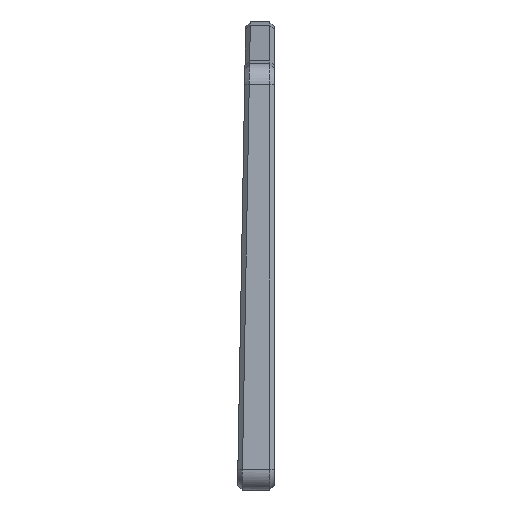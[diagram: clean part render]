
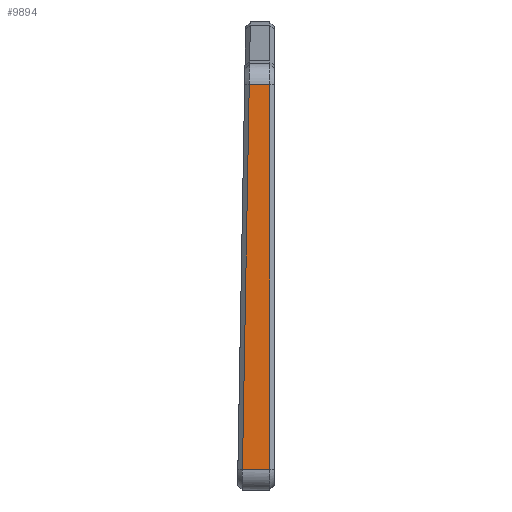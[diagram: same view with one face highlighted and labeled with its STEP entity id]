
A CAD part, left-side view. The second image highlights one B-rep face of the part: STEP entity #9894.
In plain terms, the highlighted planar face has unit normal (-1, 0, 0).
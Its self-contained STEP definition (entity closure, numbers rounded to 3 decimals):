
#492=B_SPLINE_CURVE_WITH_KNOTS('',3,(#18882,#18883,#18884,#18885),
 .UNSPECIFIED.,.F.,.F.,(4,4),(-1.571,-1.567),
 .UNSPECIFIED.);
#1438=FACE_OUTER_BOUND('',#2028,.T.);
#2028=EDGE_LOOP('',(#8974,#8975,#8976,#8977,#8978));
#2910=LINE('',#18791,#3816);
#2931=LINE('',#18926,#3837);
#2938=LINE('',#18946,#3844);
#2939=LINE('',#18948,#3845);
#3816=VECTOR('',#12732,10.);
#3837=VECTOR('',#12783,10.);
#3844=VECTOR('',#12814,10.);
#3845=VECTOR('',#12817,10.);
#4746=VERTEX_POINT('',#18788);
#4747=VERTEX_POINT('',#18790);
#4748=VERTEX_POINT('',#18833);
#4761=VERTEX_POINT('',#18925);
#4762=VERTEX_POINT('',#18944);
#6145=EDGE_CURVE('',#4746,#4747,#2910,.T.);
#6154=EDGE_CURVE('',#4747,#4748,#492,.T.);
#6174=EDGE_CURVE('',#4748,#4761,#2931,.T.);
#6183=EDGE_CURVE('',#4762,#4746,#2938,.T.);
#6184=EDGE_CURVE('',#4761,#4762,#2939,.T.);
#8974=ORIENTED_EDGE('',*,*,#6145,.F.);
#8975=ORIENTED_EDGE('',*,*,#6183,.F.);
#8976=ORIENTED_EDGE('',*,*,#6184,.F.);
#8977=ORIENTED_EDGE('',*,*,#6174,.F.);
#8978=ORIENTED_EDGE('',*,*,#6154,.F.);
#9341=PLANE('',#10593);
#9894=ADVANCED_FACE('',(#1438),#9341,.T.);
#10593=AXIS2_PLACEMENT_3D('',#18947,#12815,#12816);
#12732=DIRECTION('',(0.,-0.018,1.));
#12783=DIRECTION('',(0.,-1.,0.));
#12814=DIRECTION('',(0.,1.,0.));
#12815=DIRECTION('center_axis',(-1.,0.,0.));
#12816=DIRECTION('ref_axis',(0.,0.,-1.));
#12817=DIRECTION('',(0.,0.,-1.));
#18788=CARTESIAN_POINT('',(-114.501,4.97,-46.553));
#18790=CARTESIAN_POINT('',(-114.501,3.487,37.283));
#18791=CARTESIAN_POINT('',(-114.501,3.776,20.925));
#18833=CARTESIAN_POINT('',(-114.501,3.486,37.301));
#18882=CARTESIAN_POINT('Ctrl Pts',(-114.501,3.487,37.283));
#18883=CARTESIAN_POINT('Ctrl Pts',(-114.501,3.487,37.289));
#18884=CARTESIAN_POINT('Ctrl Pts',(-114.501,3.487,37.295));
#18885=CARTESIAN_POINT('Ctrl Pts',(-114.501,3.486,37.301));
#18925=CARTESIAN_POINT('',(-114.501,-1.005,37.301));
#18926=CARTESIAN_POINT('',(-114.501,-0.05,37.301));
#18944=CARTESIAN_POINT('',(-114.501,-1.005,-46.553));
#18946=CARTESIAN_POINT('',(-114.501,-0.05,-46.553));
#18947=CARTESIAN_POINT('Origin',(-114.501,-0.05,
41.801));
#18948=CARTESIAN_POINT('',(-114.501,-1.005,20.875));
